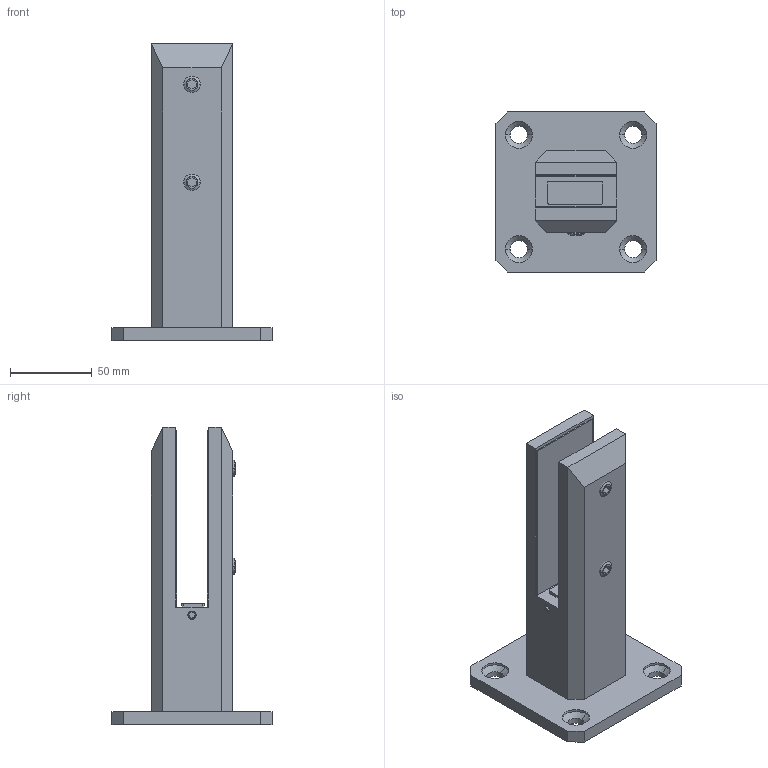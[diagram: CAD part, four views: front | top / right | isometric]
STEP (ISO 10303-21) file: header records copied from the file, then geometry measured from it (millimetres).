
FILE_DESCRIPTION (( 'STEP AP203' ), '1' );
FILE_NAME ('A_6200-000-C.STEP', '2019-10-10T08:17:35', ( '' ), ( '' ), 'SwSTEP 2.0', 'SolidWorks 2019', '' );
FILE_SCHEMA (( 'CONFIG_CONTROL_DESIGN' ));
Length unit declared in the file: millimetre
Products named in the file (10): SKRUTKA DIN 913_SKRUTKA M 6X12; A_6200-000-C; A_6200-000-C zvarenec; O-kruzok 32x2; A_6200-000-C.P7; A_6200-000-C.P1; SKRUTKA DIN 913_SKRUTKA M10X12; Tanier; A_6200-000-C.P2; Jazycek
Assembly tree (13 placements, depth 3):
  A_6200-000-C
    A_6200-000-C zvarenec
      A_6200-000-C.P1
      A_6200-000-C.P2
    Tanier  x2
    O-kruzok 32x2  x2
    SKRUTKA DIN 913_SKRUTKA M10X12  x2
    Jazycek
    SKRUTKA DIN 913_SKRUTKA M 6X12
    A_6200-000-C.P7  x2
Bounding box: 98 x 98 x 182 mm (x, y, z)
Volume: 257348.1 mm3; surface area: 109360.7 mm2
Topology: 12 solids, 12 shells, 315 faces, 733 edges, 454 vertices
Faces by surface type: cylinder 131, plane 124, torus 32, cone 24, sphere 2, bspline 2
Entity records: 9201 total; most frequent: DIRECTION 1507, CARTESIAN_POINT 1423, ORIENTED_EDGE 1298, EDGE_CURVE 649, AXIS2_PLACEMENT_3D 573, VERTEX_POINT 405, VECTOR 361, LINE 361
